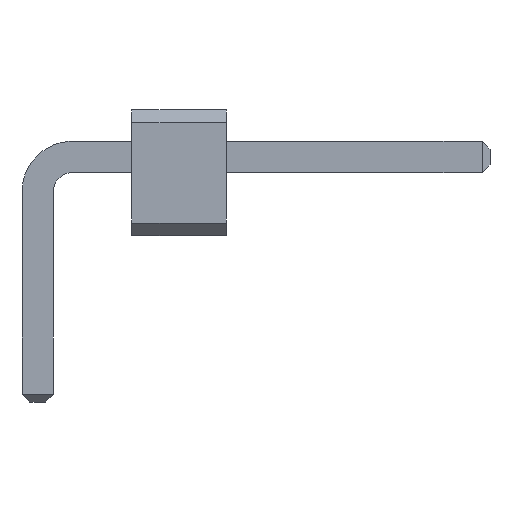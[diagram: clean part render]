
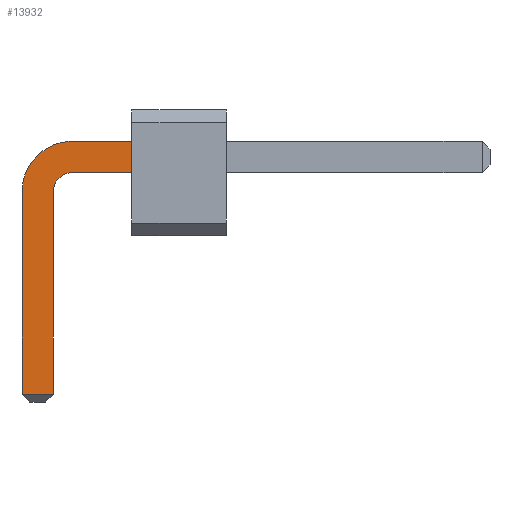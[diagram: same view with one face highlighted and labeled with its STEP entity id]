
A CAD part, front view. The second image highlights one B-rep face of the part: STEP entity #13932.
In plain terms, the highlighted planar face has unit normal (0, -1, 0).
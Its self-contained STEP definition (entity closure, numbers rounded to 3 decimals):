
#4518 = VERTEX_POINT('',#4519);
#4519 = CARTESIAN_POINT('',(1.5,-54.25,1.25));
#4525 = EDGE_CURVE('',#4518,#4526,#4528,.T.);
#4526 = VERTEX_POINT('',#4527);
#4527 = CARTESIAN_POINT('',(1.5,-54.25,0.75));
#4528 = LINE('',#4529,#4530);
#4529 = CARTESIAN_POINT('',(1.5,-54.25,0.499));
#4530 = VECTOR('',#4531,1.);
#4531 = DIRECTION('',(0.,0.,-1.));
#13914 = EDGE_CURVE('',#4526,#13915,#13917,.T.);
#13915 = VERTEX_POINT('',#13916);
#13916 = CARTESIAN_POINT('',(0.5,-54.25,0.75));
#13917 = LINE('',#13918,#13919);
#13918 = CARTESIAN_POINT('',(7.2,-54.25,0.75));
#13919 = VECTOR('',#13920,1.);
#13920 = DIRECTION('',(-1.,0.,0.));
#13932 = ADVANCED_FACE('',(#13933),#13985,.F.);
#13933 = FACE_BOUND('',#13934,.F.);
#13934 = EDGE_LOOP('',(#13935,#13936,#13937,#13946,#13954,#13962,#13970,
#13979));
#13935 = ORIENTED_EDGE('',*,*,#4525,.T.);
#13936 = ORIENTED_EDGE('',*,*,#13914,.T.);
#13937 = ORIENTED_EDGE('',*,*,#13938,.T.);
#13938 = EDGE_CURVE('',#13915,#13939,#13941,.T.);
#13939 = VERTEX_POINT('',#13940);
#13940 = CARTESIAN_POINT('',(0.25,-54.25,0.5));
#13941 = CIRCLE('',#13942,0.324);
#13942 = AXIS2_PLACEMENT_3D('',#13943,#13944,#13945);
#13943 = CARTESIAN_POINT('',(0.567,-54.25,0.433));
#13944 = DIRECTION('',(0.,-1.,0.));
#13945 = DIRECTION('',(-0.207,0.,0.978
));
#13946 = ORIENTED_EDGE('',*,*,#13947,.T.);
#13947 = EDGE_CURVE('',#13939,#13948,#13950,.T.);
#13948 = VERTEX_POINT('',#13949);
#13949 = CARTESIAN_POINT('',(0.25,-54.25,-2.775));
#13950 = LINE('',#13951,#13952);
#13951 = CARTESIAN_POINT('',(0.25,-54.25,0.5));
#13952 = VECTOR('',#13953,1.);
#13953 = DIRECTION('',(0.,0.,-1.));
#13954 = ORIENTED_EDGE('',*,*,#13955,.T.);
#13955 = EDGE_CURVE('',#13948,#13956,#13958,.T.);
#13956 = VERTEX_POINT('',#13957);
#13957 = CARTESIAN_POINT('',(-0.25,-54.25,-2.775));
#13958 = LINE('',#13959,#13960);
#13959 = CARTESIAN_POINT('',(0.25,-54.25,-2.775));
#13960 = VECTOR('',#13961,1.);
#13961 = DIRECTION('',(-1.,0.,0.));
#13962 = ORIENTED_EDGE('',*,*,#13963,.T.);
#13963 = EDGE_CURVE('',#13956,#13964,#13966,.T.);
#13964 = VERTEX_POINT('',#13965);
#13965 = CARTESIAN_POINT('',(-0.25,-54.25,0.5));
#13966 = LINE('',#13967,#13968);
#13967 = CARTESIAN_POINT('',(-0.25,-54.25,-2.9));
#13968 = VECTOR('',#13969,1.);
#13969 = DIRECTION('',(0.,0.,1.));
#13970 = ORIENTED_EDGE('',*,*,#13971,.T.);
#13971 = EDGE_CURVE('',#13964,#13972,#13974,.T.);
#13972 = VERTEX_POINT('',#13973);
#13973 = CARTESIAN_POINT('',(0.5,-54.25,1.25));
#13974 = CIRCLE('',#13975,0.808);
#13975 = AXIS2_PLACEMENT_3D('',#13976,#13977,#13978);
#13976 = CARTESIAN_POINT('',(0.556,-54.25,0.444));
#13977 = DIRECTION('',(0.,1.,0.));
#13978 = DIRECTION('',(-0.998,0.,
0.069));
#13979 = ORIENTED_EDGE('',*,*,#13980,.T.);
#13980 = EDGE_CURVE('',#13972,#4518,#13981,.T.);
#13981 = LINE('',#13982,#13983);
#13982 = CARTESIAN_POINT('',(0.5,-54.25,1.25));
#13983 = VECTOR('',#13984,1.);
#13984 = DIRECTION('',(1.,0.,0.));
#13985 = PLANE('',#13986);
#13986 = AXIS2_PLACEMENT_3D('',#13987,#13988,#13989);
#13987 = CARTESIAN_POINT('',(2.437,-54.25,0.248));
#13988 = DIRECTION('',(0.,1.,-0.));
#13989 = DIRECTION('',(0.,0.,-1.));
